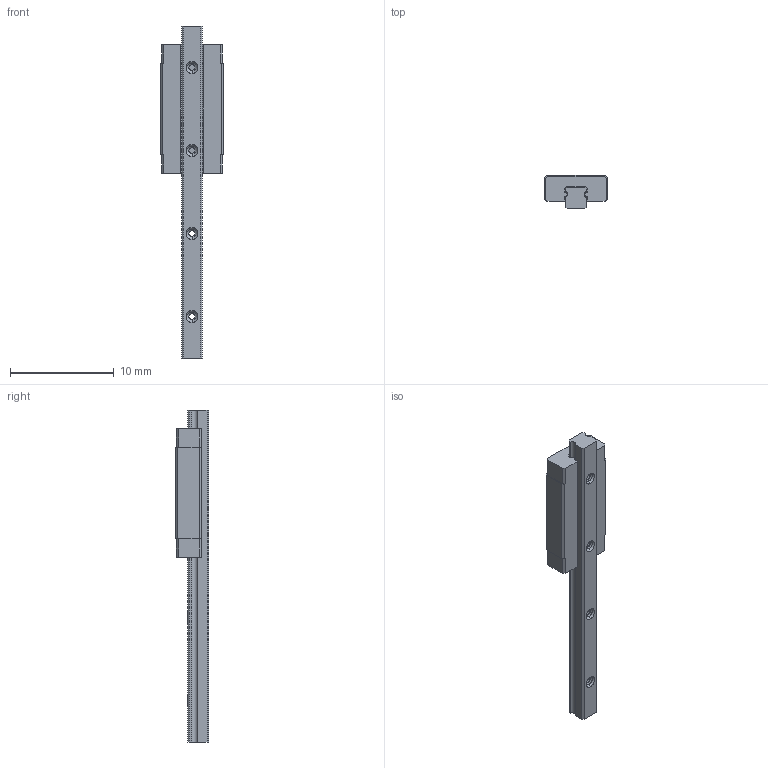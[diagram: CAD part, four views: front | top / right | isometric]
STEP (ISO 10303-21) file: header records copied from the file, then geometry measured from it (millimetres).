
FILE_DESCRIPTION (( 'STEP AP203' ), '1' );
FILE_NAME ('8381K29.STEP', '2017-12-19T15:15:41', ( '' ), ( '' ), 'SwSTEP 2.0', 'SolidWorks 2014', '' );
FILE_SCHEMA (( 'CONFIG_CONTROL_DESIGN' ));
Length unit declared in the file: millimetre
Products named in the file (1): 8381K29
Bounding box: 6 x 3.2 x 32 mm (x, y, z)
Volume: 262.3 mm3; surface area: 569.1 mm2
Topology: 2 solids, 2 shells, 182 faces, 524 edges, 348 vertices
Faces by surface type: cylinder 90, plane 52, cone 28, bspline 12
Entity records: 9343 total; most frequent: CARTESIAN_POINT 5047, ORIENTED_EDGE 1048, DIRECTION 710, EDGE_CURVE 524, VERTEX_POINT 348, LINE 248, VECTOR 248, AXIS2_PLACEMENT_3D 231
